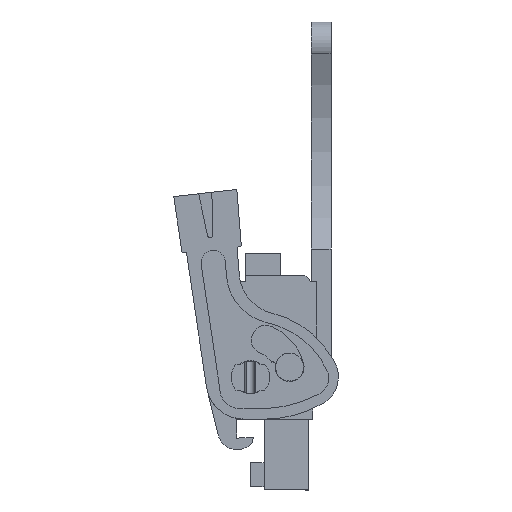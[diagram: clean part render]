
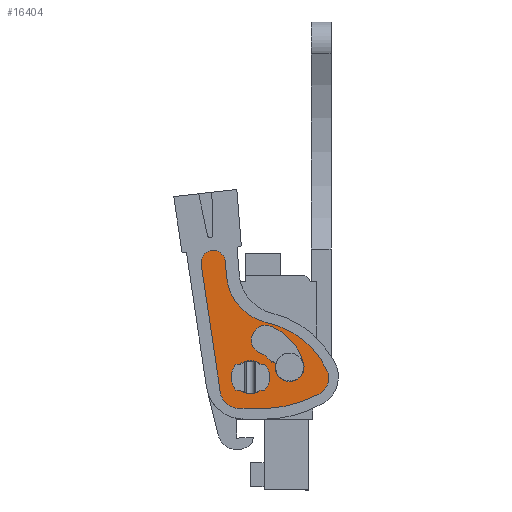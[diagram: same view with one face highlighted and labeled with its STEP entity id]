
A CAD part, left-side view. The second image highlights one B-rep face of the part: STEP entity #16404.
In plain terms, the highlighted planar face has unit normal (-1, 0, 0).
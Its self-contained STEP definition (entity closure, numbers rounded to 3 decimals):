
#15336=AXIS2_PLACEMENT_3D('Plane Axis2P3D',#15333,#15334,#15335) ;
#15989=AXIS2_PLACEMENT_3D('Circle Axis2P3D',#15987,#15988,$) ;
#16020=AXIS2_PLACEMENT_3D('Circle Axis2P3D',#16018,#16019,$) ;
#16039=AXIS2_PLACEMENT_3D('Circle Axis2P3D',#16037,#16038,$) ;
#16084=AXIS2_PLACEMENT_3D('Circle Axis2P3D',#16082,#16083,$) ;
#16103=AXIS2_PLACEMENT_3D('Circle Axis2P3D',#16101,#16102,$) ;
#16122=AXIS2_PLACEMENT_3D('Circle Axis2P3D',#16120,#16121,$) ;
#16141=AXIS2_PLACEMENT_3D('Circle Axis2P3D',#16139,#16140,$) ;
#16338=AXIS2_PLACEMENT_3D('Circle Axis2P3D',#16336,#16337,$) ;
#16347=AXIS2_PLACEMENT_3D('Circle Axis2P3D',#16345,#16346,$) ;
#16356=AXIS2_PLACEMENT_3D('Circle Axis2P3D',#16354,#16355,$) ;
#16365=AXIS2_PLACEMENT_3D('Circle Axis2P3D',#16363,#16364,$) ;
#16372=AXIS2_PLACEMENT_3D('Circle Axis2P3D',#16370,#16371,$) ;
#16379=AXIS2_PLACEMENT_3D('Circle Axis2P3D',#16377,#16378,$) ;
#16386=AXIS2_PLACEMENT_3D('Circle Axis2P3D',#16384,#16385,$) ;
#16393=AXIS2_PLACEMENT_3D('Circle Axis2P3D',#16391,#16392,$) ;
#15333=CARTESIAN_POINT('Axis2P3D Location',(1.1,0.,0.)) ;
#15977=CARTESIAN_POINT('Vertex',(1.1,11.001,9.121)) ;
#15984=CARTESIAN_POINT('Vertex',(1.1,9.269,7.61)) ;
#15987=CARTESIAN_POINT('Axis2P3D Location',(1.1,9.248,9.383)) ;
#16003=CARTESIAN_POINT('Vertex',(1.1,12.78,21.023)) ;
#16006=CARTESIAN_POINT('Line Origine',(1.1,11.891,15.072)) ;
#16018=CARTESIAN_POINT('Axis2P3D Location',(1.1,11.662,21.19)) ;
#16022=CARTESIAN_POINT('Vertex',(1.1,12.789,21.101)) ;
#16037=CARTESIAN_POINT('Axis2P3D Location',(1.1,11.662,21.19)) ;
#16041=CARTESIAN_POINT('Vertex',(1.1,10.534,21.279)) ;
#16060=CARTESIAN_POINT('Vertex',(1.1,10.43,19.957)) ;
#16063=CARTESIAN_POINT('Line Origine',(1.1,10.482,20.618)) ;
#16079=CARTESIAN_POINT('Vertex',(1.1,6.619,15.585)) ;
#16082=CARTESIAN_POINT('Axis2P3D Location',(1.1,5.579,20.339)) ;
#16098=CARTESIAN_POINT('Vertex',(1.1,1.065,11.157)) ;
#16101=CARTESIAN_POINT('Axis2P3D Location',(1.1,8.334,7.737)) ;
#16117=CARTESIAN_POINT('Vertex',(1.1,1.805,8.927)) ;
#16120=CARTESIAN_POINT('Axis2P3D Location',(1.1,2.608,10.431)) ;
#16136=CARTESIAN_POINT('Vertex',(1.1,6.785,7.582)) ;
#16139=CARTESIAN_POINT('Axis2P3D Location',(1.1,7.219,19.073)) ;
#16151=CARTESIAN_POINT('Line Origine',(1.1,8.027,7.596)) ;
#16336=CARTESIAN_POINT('Axis2P3D Location',(1.1,8.204,10.5)) ;
#16340=CARTESIAN_POINT('Vertex',(1.1,8.204,8.95)) ;
#16342=CARTESIAN_POINT('Vertex',(1.1,8.204,12.05)) ;
#16345=CARTESIAN_POINT('Axis2P3D Location',(1.1,8.204,10.5)) ;
#16354=CARTESIAN_POINT('Axis2P3D Location',(1.1,8.204,10.5)) ;
#16358=CARTESIAN_POINT('Vertex',(1.1,3.237,11.789)) ;
#16360=CARTESIAN_POINT('Vertex',(1.1,6.244,15.242)) ;
#16363=CARTESIAN_POINT('Axis2P3D Location',(1.1,4.544,11.45)) ;
#16367=CARTESIAN_POINT('Vertex',(1.1,3.202,11.298)) ;
#16370=CARTESIAN_POINT('Axis2P3D Location',(1.1,4.544,11.45)) ;
#16374=CARTESIAN_POINT('Vertex',(1.1,5.885,11.602)) ;
#16377=CARTESIAN_POINT('Axis2P3D Location',(1.1,6.12,11.689)) ;
#16381=CARTESIAN_POINT('Vertex',(1.1,6.226,11.915)) ;
#16384=CARTESIAN_POINT('Axis2P3D Location',(1.1,8.204,10.5)) ;
#16388=CARTESIAN_POINT('Vertex',(1.1,7.275,12.747)) ;
#16391=CARTESIAN_POINT('Axis2P3D Location',(1.1,6.76,13.995)) ;
#15334=DIRECTION('Axis2P3D Direction',(-1.,0.,0.)) ;
#15335=DIRECTION('Axis2P3D XDirection',(0.,0.,1.)) ;
#15988=DIRECTION('Axis2P3D Direction',(-1.,0.,0.)) ;
#16007=DIRECTION('Vector Direction',(0.,-0.148,-0.989)) ;
#16019=DIRECTION('Axis2P3D Direction',(-1.,0.,0.)) ;
#16038=DIRECTION('Axis2P3D Direction',(-1.,0.,0.)) ;
#16064=DIRECTION('Vector Direction',(0.,0.078,0.997)) ;
#16083=DIRECTION('Axis2P3D Direction',(-1.,0.,0.)) ;
#16102=DIRECTION('Axis2P3D Direction',(-1.,0.,0.)) ;
#16121=DIRECTION('Axis2P3D Direction',(-1.,0.,0.)) ;
#16140=DIRECTION('Axis2P3D Direction',(-1.,0.,0.)) ;
#16152=DIRECTION('Vector Direction',(0.,-1.,-0.011)) ;
#16337=DIRECTION('Axis2P3D Direction',(-1.,0.,0.)) ;
#16346=DIRECTION('Axis2P3D Direction',(-1.,0.,0.)) ;
#16355=DIRECTION('Axis2P3D Direction',(-1.,0.,0.)) ;
#16364=DIRECTION('Axis2P3D Direction',(-1.,0.,0.)) ;
#16371=DIRECTION('Axis2P3D Direction',(-1.,0.,0.)) ;
#16378=DIRECTION('Axis2P3D Direction',(-1.,0.,0.)) ;
#16385=DIRECTION('Axis2P3D Direction',(-1.,0.,0.)) ;
#16392=DIRECTION('Axis2P3D Direction',(-1.,0.,0.)) ;
#16008=VECTOR('Line Direction',#16007,1.) ;
#16065=VECTOR('Line Direction',#16064,1.) ;
#16153=VECTOR('Line Direction',#16152,1.) ;
#16325=ORIENTED_EDGE('',*,*,#16143,.T.) ;
#16326=ORIENTED_EDGE('',*,*,#16124,.T.) ;
#16327=ORIENTED_EDGE('',*,*,#16105,.T.) ;
#16328=ORIENTED_EDGE('',*,*,#16086,.T.) ;
#16329=ORIENTED_EDGE('',*,*,#16067,.T.) ;
#16330=ORIENTED_EDGE('',*,*,#16043,.T.) ;
#16331=ORIENTED_EDGE('',*,*,#16024,.T.) ;
#16332=ORIENTED_EDGE('',*,*,#16010,.T.) ;
#16333=ORIENTED_EDGE('',*,*,#15991,.T.) ;
#16334=ORIENTED_EDGE('',*,*,#16155,.T.) ;
#16351=ORIENTED_EDGE('',*,*,#16344,.F.) ;
#16352=ORIENTED_EDGE('',*,*,#16349,.F.) ;
#16397=ORIENTED_EDGE('',*,*,#16362,.F.) ;
#16398=ORIENTED_EDGE('',*,*,#16369,.F.) ;
#16399=ORIENTED_EDGE('',*,*,#16376,.F.) ;
#16400=ORIENTED_EDGE('',*,*,#16383,.T.) ;
#16401=ORIENTED_EDGE('',*,*,#16390,.T.) ;
#16402=ORIENTED_EDGE('',*,*,#16395,.F.) ;
#16353=FACE_BOUND('',#16350,.T.) ;
#16403=FACE_BOUND('',#16396,.T.) ;
#16404=ADVANCED_FACE('V2.1',(#16335,#16353,#16403),#15337,.T.) ;
#15990=CIRCLE('generated circle',#15989,1.773) ;
#16021=CIRCLE('generated circle',#16020,1.131) ;
#16040=CIRCLE('generated circle',#16039,1.131) ;
#16085=CIRCLE('generated circle',#16084,4.866) ;
#16104=CIRCLE('generated circle',#16103,8.033) ;
#16123=CIRCLE('generated circle',#16122,1.705) ;
#16142=CIRCLE('generated circle',#16141,11.5) ;
#16339=CIRCLE('generated circle',#16338,1.55) ;
#16348=CIRCLE('generated circle',#16347,1.55) ;
#16357=CIRCLE('generated circle',#16356,5.131) ;
#16366=CIRCLE('generated circle',#16365,1.35) ;
#16373=CIRCLE('generated circle',#16372,1.35) ;
#16380=CIRCLE('generated circle',#16379,0.25) ;
#16387=CIRCLE('generated circle',#16386,2.431) ;
#16394=CIRCLE('generated circle',#16393,1.35) ;
#15991=EDGE_CURVE('',#15978,#15985,#15990,.T.) ;
#16010=EDGE_CURVE('',#16004,#15978,#16009,.T.) ;
#16024=EDGE_CURVE('',#16023,#16004,#16021,.T.) ;
#16043=EDGE_CURVE('',#16042,#16023,#16040,.T.) ;
#16067=EDGE_CURVE('',#16061,#16042,#16066,.T.) ;
#16086=EDGE_CURVE('',#16080,#16061,#16085,.F.) ;
#16105=EDGE_CURVE('',#16099,#16080,#16104,.T.) ;
#16124=EDGE_CURVE('',#16118,#16099,#16123,.T.) ;
#16143=EDGE_CURVE('',#16137,#16118,#16142,.T.) ;
#16155=EDGE_CURVE('',#15985,#16137,#16154,.T.) ;
#16344=EDGE_CURVE('',#16341,#16343,#16339,.T.) ;
#16349=EDGE_CURVE('',#16343,#16341,#16348,.T.) ;
#16362=EDGE_CURVE('',#16359,#16361,#16357,.T.) ;
#16369=EDGE_CURVE('',#16368,#16359,#16366,.T.) ;
#16376=EDGE_CURVE('',#16375,#16368,#16373,.T.) ;
#16383=EDGE_CURVE('',#16375,#16382,#16380,.T.) ;
#16390=EDGE_CURVE('',#16382,#16389,#16387,.T.) ;
#16395=EDGE_CURVE('',#16361,#16389,#16394,.T.) ;
#16324=EDGE_LOOP('',(#16325,#16326,#16327,#16328,#16329,#16330,#16331,#16332,#16333,#16334)) ;
#16350=EDGE_LOOP('',(#16351,#16352)) ;
#16396=EDGE_LOOP('',(#16397,#16398,#16399,#16400,#16401,#16402)) ;
#16335=FACE_OUTER_BOUND('',#16324,.T.) ;
#16009=LINE('Line',#16006,#16008) ;
#16066=LINE('Line',#16063,#16065) ;
#16154=LINE('Line',#16151,#16153) ;
#15337=PLANE('',#15336) ;
#15978=VERTEX_POINT('',#15977) ;
#15985=VERTEX_POINT('',#15984) ;
#16004=VERTEX_POINT('',#16003) ;
#16023=VERTEX_POINT('',#16022) ;
#16042=VERTEX_POINT('',#16041) ;
#16061=VERTEX_POINT('',#16060) ;
#16080=VERTEX_POINT('',#16079) ;
#16099=VERTEX_POINT('',#16098) ;
#16118=VERTEX_POINT('',#16117) ;
#16137=VERTEX_POINT('',#16136) ;
#16341=VERTEX_POINT('',#16340) ;
#16343=VERTEX_POINT('',#16342) ;
#16359=VERTEX_POINT('',#16358) ;
#16361=VERTEX_POINT('',#16360) ;
#16368=VERTEX_POINT('',#16367) ;
#16375=VERTEX_POINT('',#16374) ;
#16382=VERTEX_POINT('',#16381) ;
#16389=VERTEX_POINT('',#16388) ;
